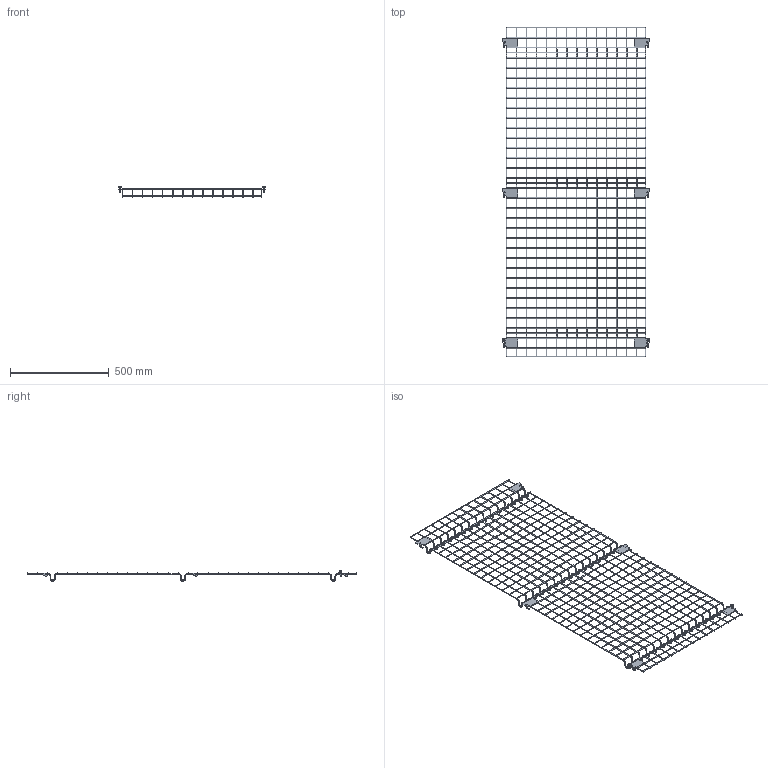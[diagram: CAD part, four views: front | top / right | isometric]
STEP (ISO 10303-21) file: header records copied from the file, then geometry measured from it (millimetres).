
FILE_DESCRIPTION (( 'STEP AP214' ), '1' );
FILE_NAME ('X02866.STEP', '2024-02-23T11:10:12', ( '' ), ( '' ), 'SwSTEP 2.0', 'SolidWorks 2023', '' );
FILE_SCHEMA (( 'AUTOMOTIVE_DESIGN' ));
Length unit declared in the file: inch
Products named in the file (1): X02866
Bounding box: 744.55 x 1673.22 x 53.41 mm (x, y, z)
Volume: 763188.9 mm3; surface area: 733245.6 mm2
Topology: 62 solids, 62 shells, 696 faces, 1560 edges, 992 vertices
Faces by surface type: cylinder 280, plane 212, bspline 192, cone 12
Full cylindrical faces by diameter (mm): 4.064 x232, 4.763 x2, 5.105 x2, 6.229 x2, 6.35 x2
Entity records: 20432 total; most frequent: CARTESIAN_POINT 7929, DIRECTION 2430, ORIENTED_EDGE 1768, EDGE_LOOP 1144, FACE_OUTER_BOUND 1124, AXIS2_PLACEMENT_3D 1073, EDGE_CURVE 884, VERTEX_POINT 756
